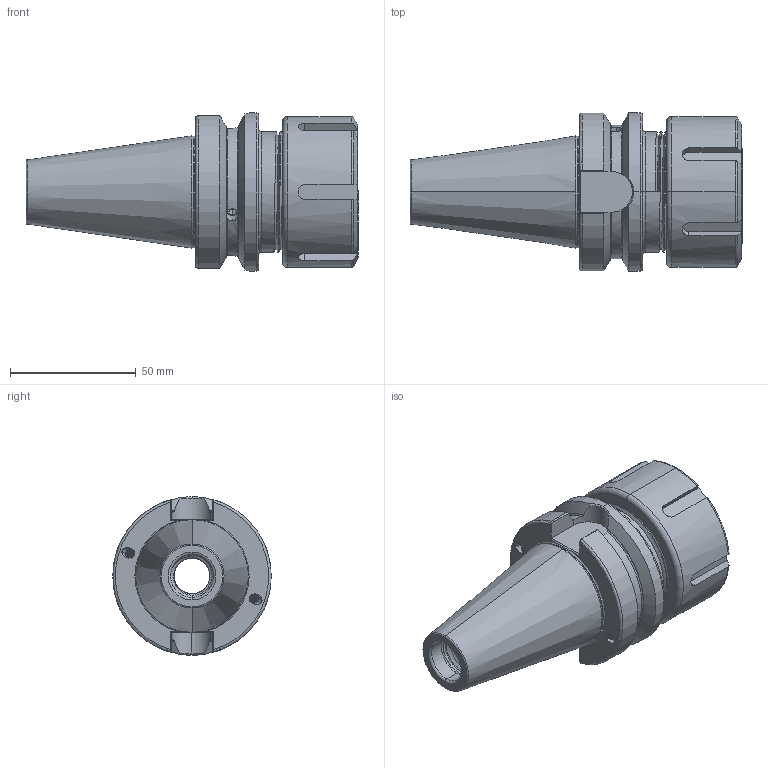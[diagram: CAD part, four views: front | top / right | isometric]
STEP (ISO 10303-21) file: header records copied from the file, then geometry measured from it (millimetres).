
FILE_DESCRIPTION (( 'STEP AP203' ), '1' );
FILE_NAME ('406.01.25.STEP', '2016-11-25T09:49:59', ( '' ), ( '' ), 'SwSTEP 2.0', 'SolidWorks 2012', '' );
FILE_SCHEMA (( 'CONFIG_CONTROL_DESIGN' ));
Length unit declared in the file: millimetre
Products named in the file (7): 406.01.25; OZ25#200 3.96MM鋼珠; OZ25Y1; OZ螺帽螺絲 M5; OZ25001PD; OZ25002PD
Assembly tree (40 placements, depth 3):
  406.01.25
    406.01.25
    OZ25Y1
      OZ25001PD
      OZ25002PD
      OZ螺帽螺絲 M5
      OZ25#200 3.96MM鋼珠  x35
Bounding box: 131.93 x 63 x 63 mm (x, y, z)
Volume: 171218.4 mm3; surface area: 56635.6 mm2
Topology: 39 solids, 39 shells, 481 faces, 1344 edges, 874 vertices
Faces by surface type: cylinder 177, plane 72, sphere 70, torus 62, cone 55, bspline 45
Entity records: 32017 total; most frequent: CARTESIAN_POINT 21191, ORIENTED_EDGE 2202, DIRECTION 1667, EDGE_CURVE 1101, VERTEX_POINT 701, AXIS2_PLACEMENT_3D 679, EDGE_LOOP 432, FACE_OUTER_BOUND 413
